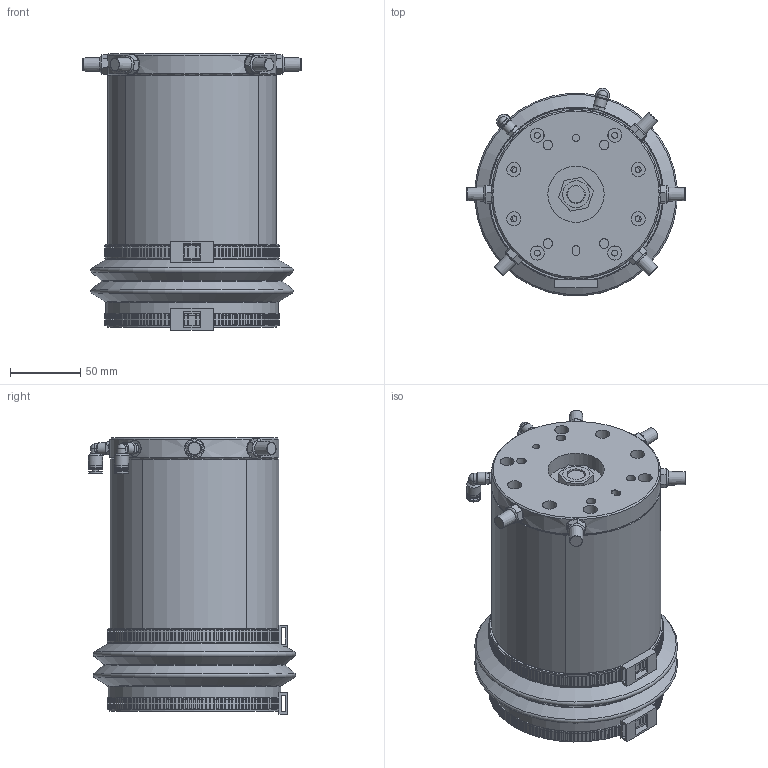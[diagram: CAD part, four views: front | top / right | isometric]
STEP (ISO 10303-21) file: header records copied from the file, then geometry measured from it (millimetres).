
FILE_DESCRIPTION (( 'STEP AP214' ), '1' );
FILE_NAME ('LCZ300_1140620.STEP', '2025-06-20T06:23:23', ( '' ), ( '' ), 'SwSTEP 2.0', 'SolidWorks 2022', '' );
FILE_SCHEMA (( 'AUTOMOTIVE_DESIGN' ));
Length unit declared in the file: millimetre
Products named in the file (1): LCZ300_1140620
Bounding box: 155 x 147 x 196 mm (x, y, z)
Surface area: 152280.1 mm2 (no closed solid volume)
Topology: 0 solids, 82 shells, 1385 faces, 4095 edges, 2783 vertices
Faces by surface type: plane 1169, cylinder 120, cone 75, torus 19, sphere 2
Full cylindrical faces by diameter (mm): 3.3 x4, 4 x4, 4.2 x6, 5 x1, 6.8 x4, 7 x4, 7.8 x4, 8 x4, 8.5 x2, 9.5 x4, 9.9 x2, 10 x10, 11 x2, 12 x2, 13 x1, 40 x1, 120 x2, 123 x2
Entity records: 46588 total; most frequent: CARTESIAN_POINT 10477, DIRECTION 7287, ORIENTED_EDGE 6483, EDGE_CURVE 3963, VECTOR 2923, LINE 2923, VERTEX_POINT 2764, AXIS2_PLACEMENT_3D 2182
